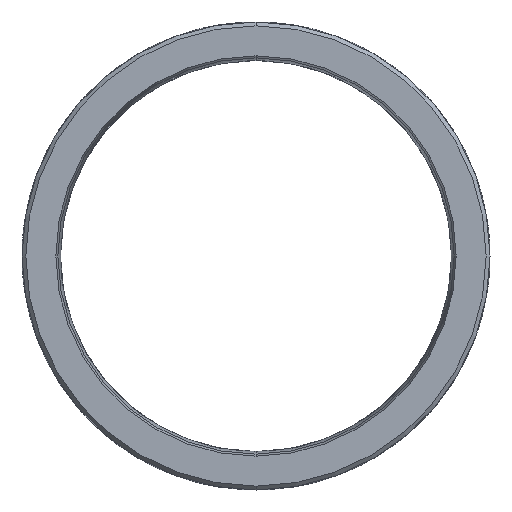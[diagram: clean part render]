
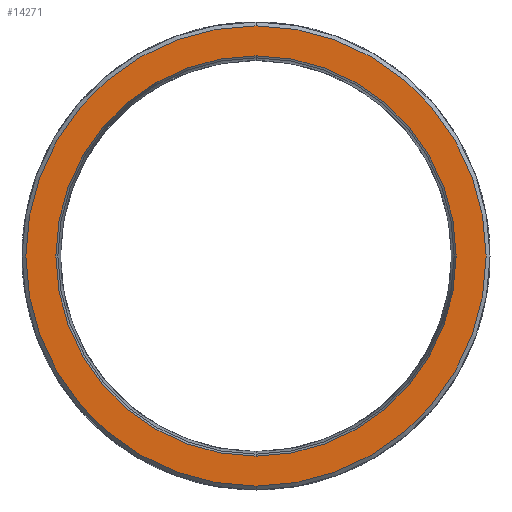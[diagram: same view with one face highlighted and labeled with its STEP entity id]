
A CAD part, front view. The second image highlights one B-rep face of the part: STEP entity #14271.
In plain terms, the highlighted planar face has unit normal (0, -1, 0).
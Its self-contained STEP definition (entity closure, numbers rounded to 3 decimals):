
#70 = DIRECTION ( 'NONE',  ( 0., -1., 0. ) ) ;
#2111 = CARTESIAN_POINT ( 'NONE',  ( 197.174, -6.032, 0. ) ) ;
#6548 = DIRECTION ( 'NONE',  ( 0., 0., 1. ) ) ;
#7885 = CARTESIAN_POINT ( 'NONE',  ( 256.033, -6.032, 0. ) ) ;
#8556 = EDGE_CURVE ( 'NONE', #48552, #11676, #48889, .T. ) ;
#8932 = FACE_BOUND ( 'NONE', #26246, .T. ) ;
#11380 = DIRECTION ( 'NONE',  ( 0., 1., 0. ) ) ;
#11676 = VERTEX_POINT ( 'NONE', #28621 ) ;
#12850 = AXIS2_PLACEMENT_3D ( 'NONE', #47744, #19038, #38271 ) ;
#13482 = ORIENTED_EDGE ( 'NONE', *, *, #16226, .F. ) ;
#14271 = ADVANCED_FACE ( 'NONE', ( #8932, #54712 ), #44323, .F. ) ;
#14641 = CIRCLE ( 'NONE', #12850, 58.859 ) ;
#16226 = EDGE_CURVE ( 'NONE', #11676, #48552, #36503, .T. ) ;
#19038 = DIRECTION ( 'NONE',  ( 0., -1., 0. ) ) ;
#21833 = DIRECTION ( 'NONE',  ( 0., -1., 0. ) ) ;
#23339 = CARTESIAN_POINT ( 'NONE',  ( 256.033, -6.032, 58.859 ) ) ;
#24832 = VERTEX_POINT ( 'NONE', #23339 ) ;
#26246 = EDGE_LOOP ( 'NONE', ( #13482, #50539 ) ) ;
#28621 = CARTESIAN_POINT ( 'NONE',  ( 256.033, -6.032, -51.199 ) ) ;
#29047 = DIRECTION ( 'NONE',  ( 0., 0., -1. ) ) ;
#29121 = EDGE_LOOP ( 'NONE', ( #37151, #50386 ) ) ;
#29949 = VERTEX_POINT ( 'NONE', #50625 ) ;
#32009 = DIRECTION ( 'NONE',  ( 0., -1., 0. ) ) ;
#32057 = AXIS2_PLACEMENT_3D ( 'NONE', #7885, #32009, #50868 ) ;
#36503 = CIRCLE ( 'NONE', #47206, 51.199 ) ;
#37083 = EDGE_CURVE ( 'NONE', #24832, #29949, #45686, .T. ) ;
#37151 = ORIENTED_EDGE ( 'NONE', *, *, #37083, .T. ) ;
#38271 = DIRECTION ( 'NONE',  ( 0., 0., -1. ) ) ;
#44323 = PLANE ( 'NONE',  #49577 ) ;
#45686 = CIRCLE ( 'NONE', #32057, 58.859 ) ;
#46162 = EDGE_CURVE ( 'NONE', #29949, #24832, #14641, .T. ) ;
#46562 = DIRECTION ( 'NONE',  ( 0., 0., -1. ) ) ;
#47206 = AXIS2_PLACEMENT_3D ( 'NONE', #55984, #21833, #46562 ) ;
#47744 = CARTESIAN_POINT ( 'NONE',  ( 256.033, -6.032, 0. ) ) ;
#48552 = VERTEX_POINT ( 'NONE', #52051 ) ;
#48889 = CIRCLE ( 'NONE', #49128, 51.199 ) ;
#49128 = AXIS2_PLACEMENT_3D ( 'NONE', #57133, #70, #29047 ) ;
#49577 = AXIS2_PLACEMENT_3D ( 'NONE', #2111, #11380, #6548 ) ;
#50386 = ORIENTED_EDGE ( 'NONE', *, *, #46162, .T. ) ;
#50539 = ORIENTED_EDGE ( 'NONE', *, *, #8556, .F. ) ;
#50625 = CARTESIAN_POINT ( 'NONE',  ( 256.033, -6.032, -58.859 ) ) ;
#50868 = DIRECTION ( 'NONE',  ( 0., 0., -1. ) ) ;
#52051 = CARTESIAN_POINT ( 'NONE',  ( 256.033, -6.032, 51.199 ) ) ;
#54712 = FACE_OUTER_BOUND ( 'NONE', #29121, .T. ) ;
#55984 = CARTESIAN_POINT ( 'NONE',  ( 256.033, -6.032, 0. ) ) ;
#57133 = CARTESIAN_POINT ( 'NONE',  ( 256.033, -6.032, 0. ) ) ;
